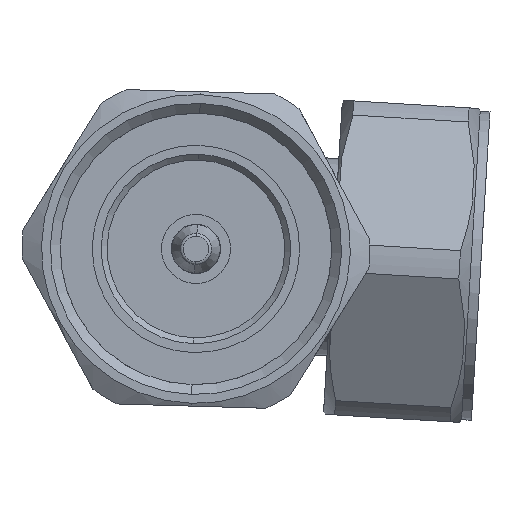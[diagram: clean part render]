
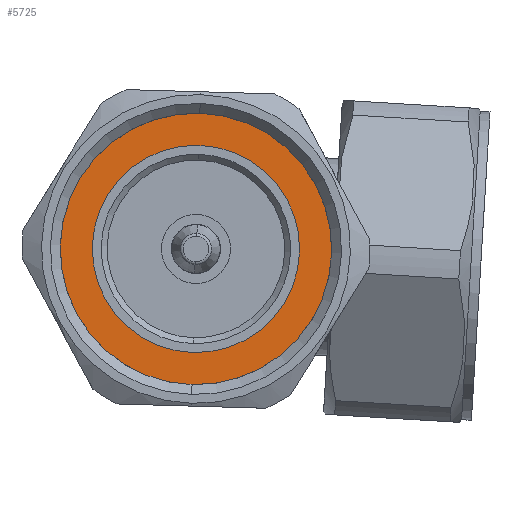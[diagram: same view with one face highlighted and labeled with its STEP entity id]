
A CAD part, left-side view. The second image highlights one B-rep face of the part: STEP entity #5725.
In plain terms, the highlighted planar face has unit normal (-1, 0, 0).
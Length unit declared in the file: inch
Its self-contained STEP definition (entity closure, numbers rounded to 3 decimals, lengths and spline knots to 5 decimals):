
#11 = CARTESIAN_POINT ( 'NONE',  ( 0.24669, 0., 0. ) ) ;
#533 = PLANE ( 'NONE',  #4135 ) ;
#642 = DIRECTION ( 'NONE',  ( 0., 0., -1. ) ) ;
#720 = DIRECTION ( 'NONE',  ( 0., 0., -1. ) ) ;
#732 = VERTEX_POINT ( 'NONE', #798 ) ;
#789 = DIRECTION ( 'NONE',  ( 0., 0., -1. ) ) ;
#798 = CARTESIAN_POINT ( 'NONE',  ( 0.24669, 0., -0.41339 ) ) ;
#1076 = EDGE_CURVE ( 'NONE', #4173, #8067, #2943, .T. ) ;
#1203 = FACE_OUTER_BOUND ( 'NONE', #1475, .T. ) ;
#1395 = EDGE_LOOP ( 'NONE', ( #4375, #8117 ) ) ;
#1417 = CARTESIAN_POINT ( 'NONE',  ( 0.24669, 0., 0. ) ) ;
#1475 = EDGE_LOOP ( 'NONE', ( #1506, #6690 ) ) ;
#1506 = ORIENTED_EDGE ( 'NONE', *, *, #7766, .F. ) ;
#1926 = DIRECTION ( 'NONE',  ( 0., 1., 0. ) ) ;
#1947 = CARTESIAN_POINT ( 'NONE',  ( 0.24669, 0., -0.5601 ) ) ;
#2337 = DIRECTION ( 'NONE',  ( 0., 0., -1. ) ) ;
#2384 = CIRCLE ( 'NONE', #3599, 0.41339 ) ;
#2434 = DIRECTION ( 'NONE',  ( 1., 0., 0. ) ) ;
#2943 = CIRCLE ( 'NONE', #3869, 0.5601 ) ;
#3288 = CARTESIAN_POINT ( 'NONE',  ( 0.24669, 0., 0. ) ) ;
#3358 = AXIS2_PLACEMENT_3D ( 'NONE', #1417, #6551, #789 ) ;
#3599 = AXIS2_PLACEMENT_3D ( 'NONE', #6699, #4273, #2337 ) ;
#3618 = AXIS2_PLACEMENT_3D ( 'NONE', #5024, #2434, #642 ) ;
#3787 = FACE_BOUND ( 'NONE', #1395, .T. ) ;
#3869 = AXIS2_PLACEMENT_3D ( 'NONE', #11, #3898, #720 ) ;
#3898 = DIRECTION ( 'NONE',  ( 1., 0., 0. ) ) ;
#4030 = CIRCLE ( 'NONE', #3358, 0.5601 ) ;
#4135 = AXIS2_PLACEMENT_3D ( 'NONE', #3288, #7677, #1926 ) ;
#4173 = VERTEX_POINT ( 'NONE', #1947 ) ;
#4248 = EDGE_CURVE ( 'NONE', #4849, #732, #6413, .T. ) ;
#4273 = DIRECTION ( 'NONE',  ( 1., 0., 0. ) ) ;
#4375 = ORIENTED_EDGE ( 'NONE', *, *, #4248, .T. ) ;
#4762 = EDGE_CURVE ( 'NONE', #732, #4849, #2384, .T. ) ;
#4849 = VERTEX_POINT ( 'NONE', #6968 ) ;
#5024 = CARTESIAN_POINT ( 'NONE',  ( 0.24669, 0., 0. ) ) ;
#5725 = ADVANCED_FACE ( 'NONE', ( #1203, #3787 ), #533, .F. ) ;
#5818 = CARTESIAN_POINT ( 'NONE',  ( 0.24669, 0., 0.5601 ) ) ;
#6413 = CIRCLE ( 'NONE', #3618, 0.41339 ) ;
#6551 = DIRECTION ( 'NONE',  ( 1., 0., 0. ) ) ;
#6690 = ORIENTED_EDGE ( 'NONE', *, *, #1076, .F. ) ;
#6699 = CARTESIAN_POINT ( 'NONE',  ( 0.24669, 0., 0. ) ) ;
#6968 = CARTESIAN_POINT ( 'NONE',  ( 0.24669, 0., 0.41339 ) ) ;
#7677 = DIRECTION ( 'NONE',  ( 1., 0., 0. ) ) ;
#7766 = EDGE_CURVE ( 'NONE', #8067, #4173, #4030, .T. ) ;
#8067 = VERTEX_POINT ( 'NONE', #5818 ) ;
#8117 = ORIENTED_EDGE ( 'NONE', *, *, #4762, .T. ) ;
